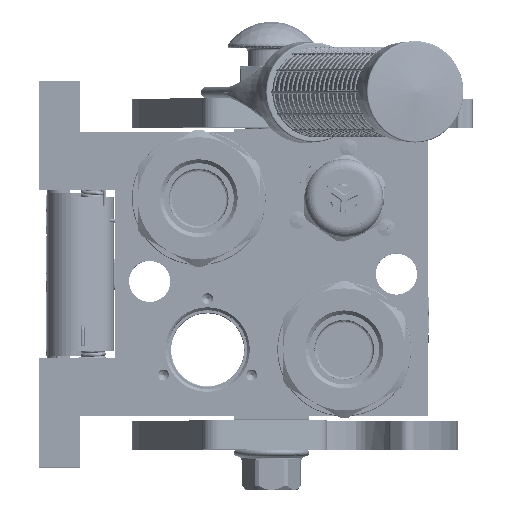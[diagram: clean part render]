
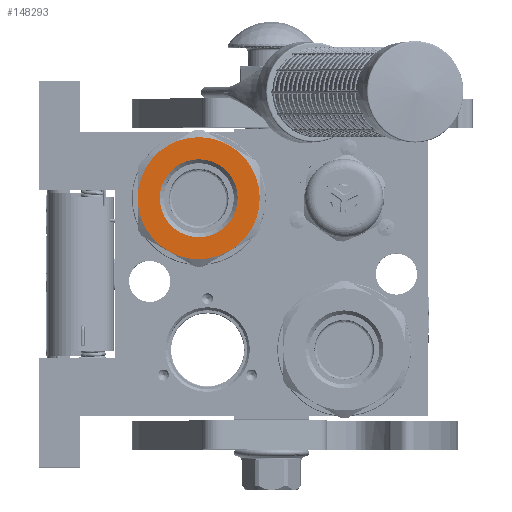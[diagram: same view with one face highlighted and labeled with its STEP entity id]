
A CAD part, top view. The second image highlights one B-rep face of the part: STEP entity #148293.
In plain terms, the highlighted face is planar.
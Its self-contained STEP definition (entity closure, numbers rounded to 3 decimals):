
#7006 = FACE_OUTER_BOUND ( 'NONE', #83044, .T. ) ;
#7050 = DIRECTION ( 'NONE',  ( 0., -1., 0. ) ) ;
#9321 = CARTESIAN_POINT ( 'NONE',  ( 100.6, 0., 0. ) ) ;
#12184 = AXIS2_PLACEMENT_3D ( 'NONE', #157316, #105122, #228205 ) ;
#13635 = CARTESIAN_POINT ( 'NONE',  ( 100.6, 0., 0. ) ) ;
#19295 = ORIENTED_EDGE ( 'NONE', *, *, #169605, .T. ) ;
#32462 = VERTEX_POINT ( 'NONE', #96979 ) ;
#32910 = CARTESIAN_POINT ( 'NONE',  ( 100.6, 0., 0. ) ) ;
#33623 = CIRCLE ( 'NONE', #176152, 13.4 ) ;
#37782 = CARTESIAN_POINT ( 'NONE',  ( 100.6, 0., 0. ) ) ;
#41245 = AXIS2_PLACEMENT_3D ( 'NONE', #37782, #94627, #198486 ) ;
#43721 = EDGE_CURVE ( 'NONE', #183522, #218301, #128281, .T. ) ;
#45067 = ORIENTED_EDGE ( 'NONE', *, *, #129637, .T. ) ;
#49885 = CARTESIAN_POINT ( 'NONE',  ( 100.6, 10.5, -18.187 ) ) ;
#50348 = CARTESIAN_POINT ( 'NONE',  ( 100.6, 0., 21. ) ) ;
#51071 = AXIS2_PLACEMENT_3D ( 'NONE', #13635, #83622, #187483 ) ;
#54247 = CARTESIAN_POINT ( 'NONE',  ( 100.6, 0., 0. ) ) ;
#56799 = CARTESIAN_POINT ( 'NONE',  ( 100.6, 0., 0. ) ) ;
#61295 = CARTESIAN_POINT ( 'NONE',  ( 100.6, 13.4, 0. ) ) ;
#62759 = CIRCLE ( 'NONE', #103917, 21. ) ;
#72661 = DIRECTION ( 'NONE',  ( 0., 0., 1. ) ) ;
#73896 = ORIENTED_EDGE ( 'NONE', *, *, #79057, .F. ) ;
#75212 = DIRECTION ( 'NONE',  ( -1., 0., 0. ) ) ;
#75396 = VERTEX_POINT ( 'NONE', #137430 ) ;
#79057 = EDGE_CURVE ( 'NONE', #183522, #75396, #62759, .T. ) ;
#81756 = DIRECTION ( 'NONE',  ( 1., 0., 0. ) ) ;
#83044 = EDGE_LOOP ( 'NONE', ( #151117, #194803, #45067, #212718, #73896, #107477, #137128 ) ) ;
#83622 = DIRECTION ( 'NONE',  ( 1., 0., 0. ) ) ;
#85715 = CIRCLE ( 'NONE', #159528, 21. ) ;
#93445 = DIRECTION ( 'NONE',  ( 1., 0., 0. ) ) ;
#94627 = DIRECTION ( 'NONE',  ( 1., 0., 0. ) ) ;
#94951 = CARTESIAN_POINT ( 'NONE',  ( 100.6, 0., 0. ) ) ;
#95093 = CARTESIAN_POINT ( 'NONE',  ( 100.6, -10.5, -18.187 ) ) ;
#95464 = EDGE_LOOP ( 'NONE', ( #19295, #99049 ) ) ;
#96979 = CARTESIAN_POINT ( 'NONE',  ( 100.6, -21., 0. ) ) ;
#99049 = ORIENTED_EDGE ( 'NONE', *, *, #112746, .T. ) ;
#99428 = CIRCLE ( 'NONE', #220416, 21. ) ;
#103917 = AXIS2_PLACEMENT_3D ( 'NONE', #56799, #75212, #109914 ) ;
#104566 = DIRECTION ( 'NONE',  ( 0., 1., 0. ) ) ;
#105122 = DIRECTION ( 'NONE',  ( -1., 0., 0. ) ) ;
#107477 = ORIENTED_EDGE ( 'NONE', *, *, #43721, .T. ) ;
#107635 = CIRCLE ( 'NONE', #173277, 21. ) ;
#109914 = DIRECTION ( 'NONE',  ( 0., 0.5, 0.866 ) ) ;
#112746 = EDGE_CURVE ( 'NONE', #211357, #155691, #33623, .T. ) ;
#122259 = EDGE_CURVE ( 'NONE', #32462, #225777, #208992, .T. ) ;
#125031 = AXIS2_PLACEMENT_3D ( 'NONE', #9321, #183974, #7050 ) ;
#125937 = CIRCLE ( 'NONE', #51071, 21. ) ;
#128281 = CIRCLE ( 'NONE', #41245, 21. ) ;
#129637 = EDGE_CURVE ( 'NONE', #225777, #164822, #99428, .T. ) ;
#135539 = CARTESIAN_POINT ( 'NONE',  ( 100.6, 0., 0. ) ) ;
#137128 = ORIENTED_EDGE ( 'NONE', *, *, #179732, .T. ) ;
#137430 = CARTESIAN_POINT ( 'NONE',  ( 100.6, 21., 0. ) ) ;
#144140 = PLANE ( 'NONE',  #174265 ) ;
#148293 = ADVANCED_FACE ( 'NONE', ( #7006, #188675 ), #144140, .F. ) ;
#151117 = ORIENTED_EDGE ( 'NONE', *, *, #161702, .T. ) ;
#151373 = CIRCLE ( 'NONE', #12184, 13.4 ) ;
#155691 = VERTEX_POINT ( 'NONE', #192368 ) ;
#156278 = DIRECTION ( 'NONE',  ( 0., -0.5, 0.866 ) ) ;
#157316 = CARTESIAN_POINT ( 'NONE',  ( 100.6, 0., 0. ) ) ;
#158477 = EDGE_CURVE ( 'NONE', #75396, #164822, #85715, .T. ) ;
#159528 = AXIS2_PLACEMENT_3D ( 'NONE', #225339, #191377, #104566 ) ;
#159918 = CARTESIAN_POINT ( 'NONE',  ( 100.6, 10.5, 18.187 ) ) ;
#161702 = EDGE_CURVE ( 'NONE', #172245, #32462, #107635, .T. ) ;
#164822 = VERTEX_POINT ( 'NONE', #49885 ) ;
#169605 = EDGE_CURVE ( 'NONE', #155691, #211357, #151373, .T. ) ;
#172245 = VERTEX_POINT ( 'NONE', #207817 ) ;
#173277 = AXIS2_PLACEMENT_3D ( 'NONE', #135539, #81756, #156278 ) ;
#173598 = DIRECTION ( 'NONE',  ( 0., 1., 0. ) ) ;
#174265 = AXIS2_PLACEMENT_3D ( 'NONE', #54247, #194222, #72661 ) ;
#174359 = DIRECTION ( 'NONE',  ( -1., 0., 0. ) ) ;
#176152 = AXIS2_PLACEMENT_3D ( 'NONE', #32910, #174359, #173598 ) ;
#179732 = EDGE_CURVE ( 'NONE', #218301, #172245, #125937, .T. ) ;
#183522 = VERTEX_POINT ( 'NONE', #159918 ) ;
#183974 = DIRECTION ( 'NONE',  ( 1., 0., 0. ) ) ;
#187483 = DIRECTION ( 'NONE',  ( 0., 0.5, 0.866 ) ) ;
#188675 = FACE_BOUND ( 'NONE', #95464, .T. ) ;
#191377 = DIRECTION ( 'NONE',  ( -1., 0., 0. ) ) ;
#192368 = CARTESIAN_POINT ( 'NONE',  ( 100.6, -13.4, 0. ) ) ;
#194222 = DIRECTION ( 'NONE',  ( -1., 0., 0. ) ) ;
#194803 = ORIENTED_EDGE ( 'NONE', *, *, #122259, .T. ) ;
#198486 = DIRECTION ( 'NONE',  ( 0., 0.5, 0.866 ) ) ;
#199568 = DIRECTION ( 'NONE',  ( 0., -0.5, -0.866 ) ) ;
#207817 = CARTESIAN_POINT ( 'NONE',  ( 100.6, -10.5, 18.187 ) ) ;
#208992 = CIRCLE ( 'NONE', #125031, 21. ) ;
#211357 = VERTEX_POINT ( 'NONE', #61295 ) ;
#212718 = ORIENTED_EDGE ( 'NONE', *, *, #158477, .F. ) ;
#218301 = VERTEX_POINT ( 'NONE', #50348 ) ;
#220416 = AXIS2_PLACEMENT_3D ( 'NONE', #94951, #93445, #199568 ) ;
#225339 = CARTESIAN_POINT ( 'NONE',  ( 100.6, 0., 0. ) ) ;
#225777 = VERTEX_POINT ( 'NONE', #95093 ) ;
#228205 = DIRECTION ( 'NONE',  ( 0., -1., 0. ) ) ;
